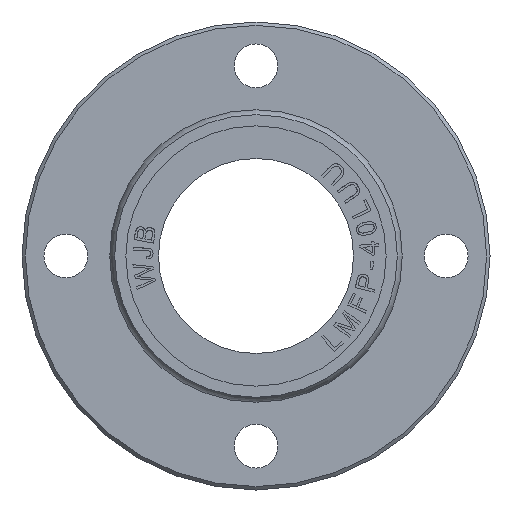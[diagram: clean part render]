
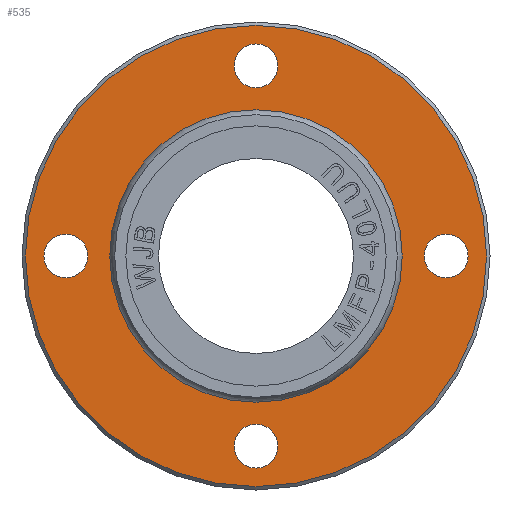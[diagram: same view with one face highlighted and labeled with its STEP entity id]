
A CAD part, left-side view. The second image highlights one B-rep face of the part: STEP entity #535.
In plain terms, the highlighted planar face has unit normal (-1, 0, 0).
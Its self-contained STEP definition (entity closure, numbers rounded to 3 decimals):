
#535=ADVANCED_FACE('',(#1339,#1340,#1341,#1342,#1343,#1344),#928,.T.);
#928=PLANE('',#7105);
#1228=CIRCLE('',#7096,47.3);
#1230=CIRCLE('',#7100,29.668);
#1231=CIRCLE('',#7101,4.5);
#1232=CIRCLE('',#7102,4.5);
#1233=CIRCLE('',#7103,4.5);
#1234=CIRCLE('',#7104,4.5);
#1339=FACE_BOUND('',#1473,.T.);
#1340=FACE_BOUND('',#1474,.T.);
#1341=FACE_BOUND('',#1475,.T.);
#1342=FACE_BOUND('',#1476,.T.);
#1343=FACE_BOUND('',#1477,.T.);
#1344=FACE_BOUND('',#1478,.T.);
#1473=EDGE_LOOP('',(#2610));
#1474=EDGE_LOOP('',(#2611));
#1475=EDGE_LOOP('',(#2612));
#1476=EDGE_LOOP('',(#2613));
#1477=EDGE_LOOP('',(#2614));
#1478=EDGE_LOOP('',(#2615));
#2610=ORIENTED_EDGE('',*,*,#5205,.F.);
#2611=ORIENTED_EDGE('',*,*,#5207,.F.);
#2612=ORIENTED_EDGE('',*,*,#5208,.T.);
#2613=ORIENTED_EDGE('',*,*,#5209,.T.);
#2614=ORIENTED_EDGE('',*,*,#5210,.T.);
#2615=ORIENTED_EDGE('',*,*,#5211,.T.);
#4547=VERTEX_POINT('',#10257);
#4549=VERTEX_POINT('',#10263);
#4550=VERTEX_POINT('',#10265);
#4551=VERTEX_POINT('',#10267);
#4552=VERTEX_POINT('',#10269);
#4553=VERTEX_POINT('',#10271);
#5205=EDGE_CURVE('',#4547,#4547,#1228,.T.);
#5207=EDGE_CURVE('',#4549,#4549,#1230,.T.);
#5208=EDGE_CURVE('',#4550,#4550,#1231,.T.);
#5209=EDGE_CURVE('',#4551,#4551,#1232,.T.);
#5210=EDGE_CURVE('',#4552,#4552,#1233,.T.);
#5211=EDGE_CURVE('',#4553,#4553,#1234,.T.);
#7096=AXIS2_PLACEMENT_3D('',#10256,#7728,#7729);
#7100=AXIS2_PLACEMENT_3D('',#10262,#7736,#7737);
#7101=AXIS2_PLACEMENT_3D('',#10264,#7738,#7739);
#7102=AXIS2_PLACEMENT_3D('',#10266,#7740,#7741);
#7103=AXIS2_PLACEMENT_3D('',#10268,#7742,#7743);
#7104=AXIS2_PLACEMENT_3D('',#10270,#7744,#7745);
#7105=AXIS2_PLACEMENT_3D('',#10272,#7746,#7747);
#7728=DIRECTION('',(1.,0.,0.));
#7729=DIRECTION('',(0.,0.,-1.));
#7736=DIRECTION('',(-1.,0.,0.));
#7737=DIRECTION('',(0.,0.,1.));
#7738=DIRECTION('',(1.,0.,0.));
#7739=DIRECTION('',(0.,1.,0.));
#7740=DIRECTION('',(1.,0.,0.));
#7741=DIRECTION('',(0.,1.,0.));
#7742=DIRECTION('',(1.,0.,0.));
#7743=DIRECTION('',(0.,1.,0.));
#7744=DIRECTION('',(1.,0.,0.));
#7745=DIRECTION('',(0.,1.,0.));
#7746=DIRECTION('',(-1.,0.,0.));
#7747=DIRECTION('',(0.,0.,1.));
#10256=CARTESIAN_POINT('',(13.,0.,0.));
#10257=CARTESIAN_POINT('',(13.,0.,47.3));
#10262=CARTESIAN_POINT('',(13.,0.,0.));
#10263=CARTESIAN_POINT('',(13.,0.,29.668));
#10264=CARTESIAN_POINT('',(13.,39.,0.));
#10265=CARTESIAN_POINT('',(13.,34.5,0.));
#10266=CARTESIAN_POINT('',(13.,-39.,0.));
#10267=CARTESIAN_POINT('',(13.,-43.5,0.));
#10268=CARTESIAN_POINT('',(13.,0.,39.));
#10269=CARTESIAN_POINT('',(13.,-4.5,39.));
#10270=CARTESIAN_POINT('',(13.,0.,-39.));
#10271=CARTESIAN_POINT('',(13.,-4.5,-39.));
#10272=CARTESIAN_POINT('',(13.,0.,38.834));
